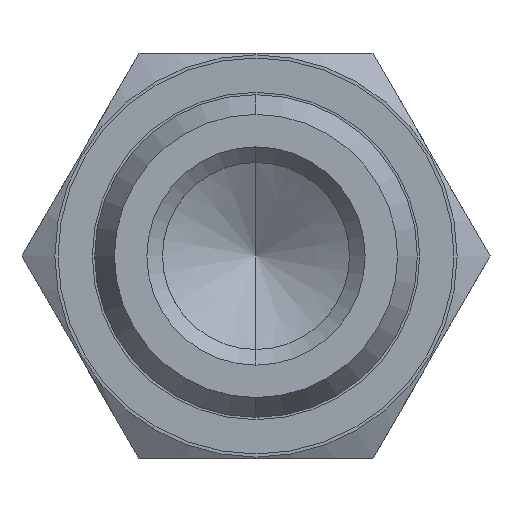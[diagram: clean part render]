
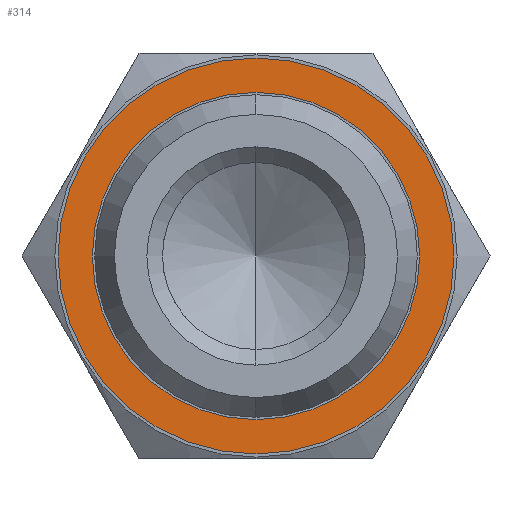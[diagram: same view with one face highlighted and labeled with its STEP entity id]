
A CAD part, front view. The second image highlights one B-rep face of the part: STEP entity #314.
In plain terms, the highlighted planar face has unit normal (0, -1, 0).
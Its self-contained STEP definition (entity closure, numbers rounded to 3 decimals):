
#62 = FACE_OUTER_BOUND ( 'NONE', #699, .T. ) ;
#219 = FACE_BOUND ( 'NONE', #602, .T. ) ;
#254 = AXIS2_PLACEMENT_3D ( 'NONE', #1718, #1654, #1610 ) ;
#260 = CIRCLE ( 'NONE', #1848, 10.5 ) ;
#261 = CIRCLE ( 'NONE', #254, 12.7 ) ;
#264 = AXIS2_PLACEMENT_3D ( 'NONE', #1737, #1503, #1605 ) ;
#265 = CIRCLE ( 'NONE', #264, 12.7 ) ;
#314 = ADVANCED_FACE ( 'NONE', ( #219, #62 ), #484, .T. ) ;
#476 = CARTESIAN_POINT ( 'NONE',  ( -10.5, 11.5, 0. ) ) ;
#477 = DIRECTION ( 'NONE',  ( 0., -1., 0. ) ) ;
#478 = DIRECTION ( 'NONE',  ( 0., 0., 1. ) ) ;
#484 = PLANE ( 'NONE',  #1174 ) ;
#500 = CARTESIAN_POINT ( 'NONE',  ( 0., 11.5, -10.5 ) ) ;
#505 = CARTESIAN_POINT ( 'NONE',  ( 0., 11.5, 12.7 ) ) ;
#541 = CARTESIAN_POINT ( 'NONE',  ( 0., 11.5, -12.7 ) ) ;
#561 = CARTESIAN_POINT ( 'NONE',  ( 0., 11.5, 10.5 ) ) ;
#598 = ORIENTED_EDGE ( 'NONE', *, *, #1259, .T. ) ;
#602 = EDGE_LOOP ( 'NONE', ( #659, #598 ) ) ;
#649 = VERTEX_POINT ( 'NONE', #505 ) ;
#659 = ORIENTED_EDGE ( 'NONE', *, *, #1269, .T. ) ;
#663 = VERTEX_POINT ( 'NONE', #561 ) ;
#684 = VERTEX_POINT ( 'NONE', #541 ) ;
#699 = EDGE_LOOP ( 'NONE', ( #811, #725 ) ) ;
#725 = ORIENTED_EDGE ( 'NONE', *, *, #1266, .F. ) ;
#754 = VERTEX_POINT ( 'NONE', #500 ) ;
#811 = ORIENTED_EDGE ( 'NONE', *, *, #1263, .F. ) ;
#1174 = AXIS2_PLACEMENT_3D ( 'NONE', #476, #477, #478 ) ;
#1259 = EDGE_CURVE ( 'NONE', #663, #754, #1833, .T. ) ;
#1263 = EDGE_CURVE ( 'NONE', #684, #649, #261, .T. ) ;
#1266 = EDGE_CURVE ( 'NONE', #649, #684, #265, .T. ) ;
#1269 = EDGE_CURVE ( 'NONE', #754, #663, #260, .T. ) ;
#1502 = DIRECTION ( 'NONE',  ( 0., 0., -1. ) ) ;
#1503 = DIRECTION ( 'NONE',  ( 0., 1., 0. ) ) ;
#1578 = DIRECTION ( 'NONE',  ( 0., 1., 0. ) ) ;
#1602 = DIRECTION ( 'NONE',  ( 0., 1., 0. ) ) ;
#1605 = DIRECTION ( 'NONE',  ( 0., 0., -1. ) ) ;
#1610 = DIRECTION ( 'NONE',  ( 0., 0., -1. ) ) ;
#1654 = DIRECTION ( 'NONE',  ( 0., 1., 0. ) ) ;
#1699 = CARTESIAN_POINT ( 'NONE',  ( 0., 11.5, 0. ) ) ;
#1700 = CARTESIAN_POINT ( 'NONE',  ( 0., 11.5, 0. ) ) ;
#1718 = CARTESIAN_POINT ( 'NONE',  ( 0., 11.5, 0. ) ) ;
#1737 = CARTESIAN_POINT ( 'NONE',  ( 0., 11.5, 0. ) ) ;
#1747 = DIRECTION ( 'NONE',  ( 0., 0., -1. ) ) ;
#1833 = CIRCLE ( 'NONE', #1836, 10.5 ) ;
#1836 = AXIS2_PLACEMENT_3D ( 'NONE', #1699, #1578, #1502 ) ;
#1848 = AXIS2_PLACEMENT_3D ( 'NONE', #1700, #1602, #1747 ) ;
